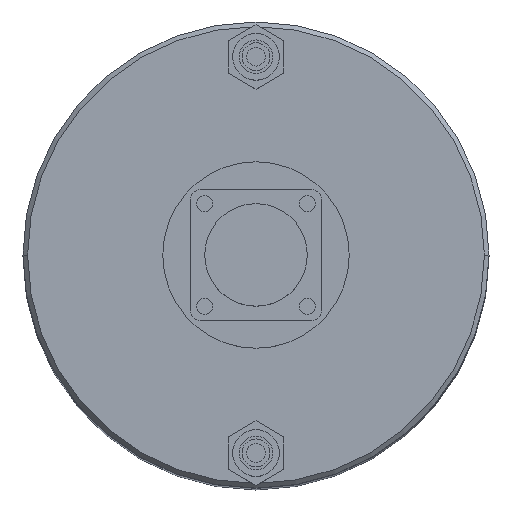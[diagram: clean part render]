
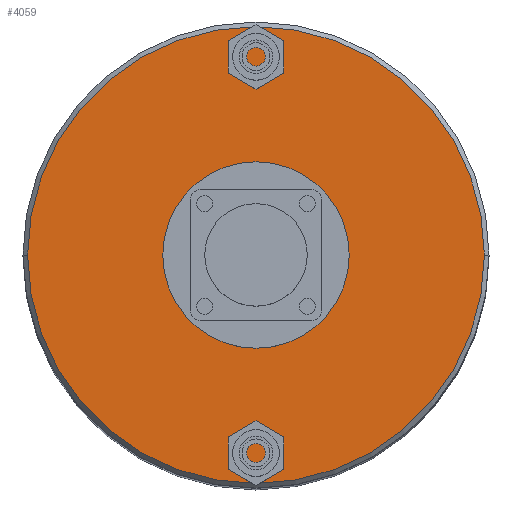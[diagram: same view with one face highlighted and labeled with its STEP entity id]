
A CAD part, top view. The second image highlights one B-rep face of the part: STEP entity #4059.
In plain terms, the highlighted face is planar.
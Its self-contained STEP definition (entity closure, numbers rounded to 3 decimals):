
#127 = DIRECTION ( 'NONE',  ( -1., 0., 0. ) ) ;
#291 = EDGE_CURVE ( 'NONE', #4451, #3147, #2308, .T. ) ;
#437 = EDGE_CURVE ( 'NONE', #4925, #3621, #523, .T. ) ;
#523 = CIRCLE ( 'NONE', #676, 20. ) ;
#676 = AXIS2_PLACEMENT_3D ( 'NONE', #3075, #4241, #4257 ) ;
#790 = FACE_OUTER_BOUND ( 'NONE', #1638, .T. ) ;
#982 = AXIS2_PLACEMENT_3D ( 'NONE', #3701, #2553, #4134 ) ;
#1360 = DIRECTION ( 'NONE',  ( -1., 0., 0. ) ) ;
#1414 = DIRECTION ( 'NONE',  ( 0., 0., 1. ) ) ;
#1560 = CARTESIAN_POINT ( 'NONE',  ( 2., 0., -49. ) ) ;
#1638 = EDGE_LOOP ( 'NONE', ( #3064, #1854 ) ) ;
#1854 = ORIENTED_EDGE ( 'NONE', *, *, #2369, .T. ) ;
#2131 = FACE_BOUND ( 'NONE', #4578, .T. ) ;
#2140 = ORIENTED_EDGE ( 'NONE', *, *, #4169, .F. ) ;
#2260 = CARTESIAN_POINT ( 'NONE',  ( 2., 0., 20. ) ) ;
#2308 = CIRCLE ( 'NONE', #2596, 49. ) ;
#2369 = EDGE_CURVE ( 'NONE', #3147, #4451, #2837, .T. ) ;
#2482 = CARTESIAN_POINT ( 'NONE',  ( 2., 0., 0. ) ) ;
#2498 = PLANE ( 'NONE',  #982 ) ;
#2553 = DIRECTION ( 'NONE',  ( 1., 0., 0. ) ) ;
#2596 = AXIS2_PLACEMENT_3D ( 'NONE', #4552, #1360, #1414 ) ;
#2837 = CIRCLE ( 'NONE', #3198, 49. ) ;
#2865 = CARTESIAN_POINT ( 'NONE',  ( 2., 0., -20. ) ) ;
#2974 = DIRECTION ( 'NONE',  ( 0., 0., 1. ) ) ;
#3006 = CIRCLE ( 'NONE', #4783, 20. ) ;
#3064 = ORIENTED_EDGE ( 'NONE', *, *, #291, .T. ) ;
#3075 = CARTESIAN_POINT ( 'NONE',  ( 2., 0., 0. ) ) ;
#3147 = VERTEX_POINT ( 'NONE', #4740 ) ;
#3198 = AXIS2_PLACEMENT_3D ( 'NONE', #3226, #4395, #3604 ) ;
#3226 = CARTESIAN_POINT ( 'NONE',  ( 2., 0., 0. ) ) ;
#3604 = DIRECTION ( 'NONE',  ( 0., 0., 1. ) ) ;
#3621 = VERTEX_POINT ( 'NONE', #2865 ) ;
#3696 = ORIENTED_EDGE ( 'NONE', *, *, #437, .F. ) ;
#3701 = CARTESIAN_POINT ( 'NONE',  ( 2., 49., 0. ) ) ;
#4059 = ADVANCED_FACE ( 'NONE', ( #2131, #790 ), #2498, .F. ) ;
#4134 = DIRECTION ( 'NONE',  ( 0., 0., -1. ) ) ;
#4169 = EDGE_CURVE ( 'NONE', #3621, #4925, #3006, .T. ) ;
#4241 = DIRECTION ( 'NONE',  ( -1., 0., 0. ) ) ;
#4257 = DIRECTION ( 'NONE',  ( 0., 0., 1. ) ) ;
#4395 = DIRECTION ( 'NONE',  ( -1., 0., 0. ) ) ;
#4451 = VERTEX_POINT ( 'NONE', #1560 ) ;
#4552 = CARTESIAN_POINT ( 'NONE',  ( 2., 0., 0. ) ) ;
#4578 = EDGE_LOOP ( 'NONE', ( #3696, #2140 ) ) ;
#4740 = CARTESIAN_POINT ( 'NONE',  ( 2., 0., 49. ) ) ;
#4783 = AXIS2_PLACEMENT_3D ( 'NONE', #2482, #127, #2974 ) ;
#4925 = VERTEX_POINT ( 'NONE', #2260 ) ;
